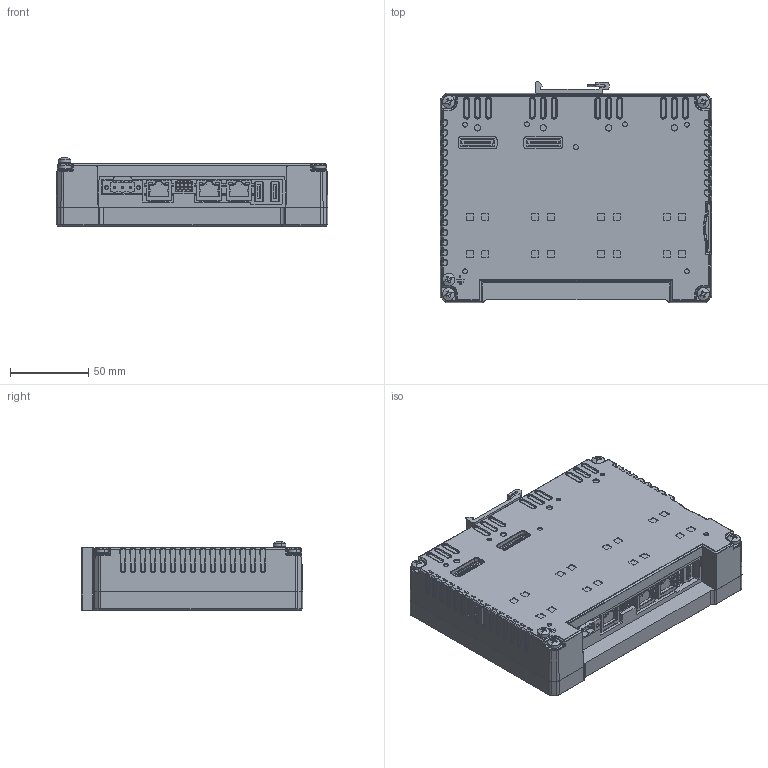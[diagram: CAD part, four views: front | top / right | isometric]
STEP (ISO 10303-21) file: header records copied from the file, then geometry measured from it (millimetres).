
FILE_DESCRIPTION(('STEP AP214'),'2;1');
FILE_NAME('eXW707 - 2018-09-21.stp','2018-09-21T10:21:31',(''),(''),'2009.3.110','THINKDESIGN','');
FILE_SCHEMA(('AUTOMOTIVE_DESIGN'));
Products named in the file (1): None
Bounding box: 174.06 x 141.76 x 44.19 mm (x, y, z)
Volume: 880425.9 mm3; surface area: 80375.5 mm2
Topology: 1 solids, 1 shells, 4357 faces, 10952 edges, 6732 vertices
Faces by surface type: plane 2744, cylinder 856, bspline 757
Entity records: 190965 total; most frequent: CARTESIAN_POINT 54099, ORIENTED_EDGE 21878, DIRECTION 17734, EDGE_CURVE 10939, VECTOR 8188, LINE 8188, VERTEX_POINT 6732, AXIS2_PLACEMENT_3D 4773
